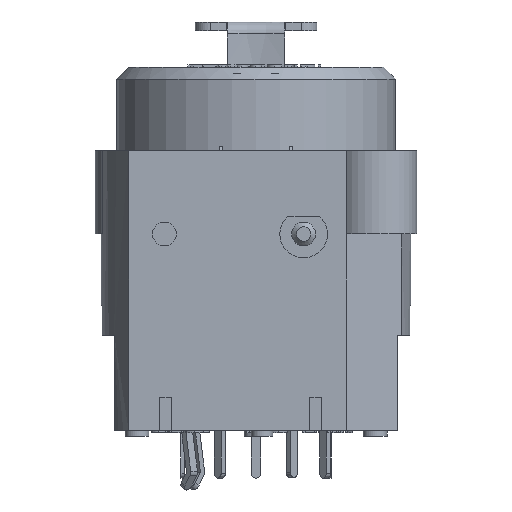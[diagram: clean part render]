
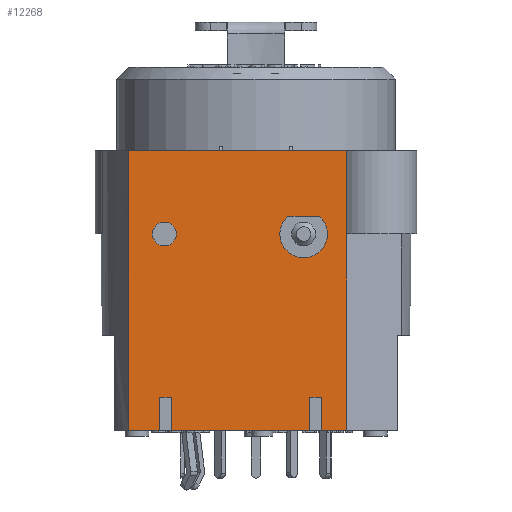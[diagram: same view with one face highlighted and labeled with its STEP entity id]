
A CAD part, front view. The second image highlights one B-rep face of the part: STEP entity #12268.
In plain terms, the highlighted planar face has unit normal (0, -1, 0).
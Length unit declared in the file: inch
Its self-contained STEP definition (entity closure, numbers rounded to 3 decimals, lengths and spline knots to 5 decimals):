
#684=FACE_BOUND('',#3854,.T.);
#685=FACE_BOUND('',#3855,.T.);
#793=LINE('',#16214,#2002);
#812=LINE('',#16276,#2021);
#813=LINE('',#16278,#2022);
#814=LINE('',#16280,#2023);
#815=LINE('',#16282,#2024);
#816=LINE('',#16284,#2025);
#817=LINE('',#16286,#2026);
#818=LINE('',#16288,#2027);
#819=LINE('',#16290,#2028);
#820=LINE('',#16292,#2029);
#821=LINE('',#16293,#2030);
#822=LINE('',#16294,#2031);
#823=LINE('',#16300,#2032);
#2002=VECTOR('',#13681,0.3937);
#2021=VECTOR('',#13740,0.3937);
#2022=VECTOR('',#13741,0.3937);
#2023=VECTOR('',#13742,0.3937);
#2024=VECTOR('',#13743,0.3937);
#2025=VECTOR('',#13744,0.3937);
#2026=VECTOR('',#13745,0.3937);
#2027=VECTOR('',#13746,0.3937);
#2028=VECTOR('',#13747,0.3937);
#2029=VECTOR('',#13748,0.3937);
#2030=VECTOR('',#13749,0.3937);
#2031=VECTOR('',#13750,0.3937);
#2032=VECTOR('',#13755,0.3937);
#3194=FACE_OUTER_BOUND('',#3853,.T.);
#3853=EDGE_LOOP('',(#7789,#7790,#7791,#7792,#7793,#7794,#7795,#7796,#7797,
#7798,#7799,#7800));
#3854=EDGE_LOOP('',(#7801));
#3855=EDGE_LOOP('',(#7802,#7803));
#4592=CIRCLE('',#12986,0.03937);
#4593=CIRCLE('',#12987,0.07874);
#4770=VERTEX_POINT('',#16212);
#4771=VERTEX_POINT('',#16213);
#4793=VERTEX_POINT('',#16274);
#4794=VERTEX_POINT('',#16275);
#4795=VERTEX_POINT('',#16277);
#4796=VERTEX_POINT('',#16279);
#4797=VERTEX_POINT('',#16281);
#4798=VERTEX_POINT('',#16283);
#4799=VERTEX_POINT('',#16285);
#4800=VERTEX_POINT('',#16287);
#4801=VERTEX_POINT('',#16289);
#4802=VERTEX_POINT('',#16291);
#4803=VERTEX_POINT('',#16295);
#4804=VERTEX_POINT('',#16297);
#4805=VERTEX_POINT('',#16298);
#5959=EDGE_CURVE('',#4770,#4771,#793,.T.);
#5990=EDGE_CURVE('',#4793,#4794,#812,.T.);
#5991=EDGE_CURVE('',#4795,#4793,#813,.T.);
#5992=EDGE_CURVE('',#4796,#4795,#814,.T.);
#5993=EDGE_CURVE('',#4797,#4796,#815,.T.);
#5994=EDGE_CURVE('',#4798,#4797,#816,.T.);
#5995=EDGE_CURVE('',#4799,#4798,#817,.T.);
#5996=EDGE_CURVE('',#4800,#4799,#818,.T.);
#5997=EDGE_CURVE('',#4801,#4800,#819,.T.);
#5998=EDGE_CURVE('',#4802,#4801,#820,.T.);
#5999=EDGE_CURVE('',#4770,#4802,#821,.T.);
#6000=EDGE_CURVE('',#4771,#4794,#822,.T.);
#6001=EDGE_CURVE('',#4803,#4803,#4592,.T.);
#6002=EDGE_CURVE('',#4804,#4805,#4593,.T.);
#6003=EDGE_CURVE('',#4805,#4804,#823,.T.);
#7789=ORIENTED_EDGE('',*,*,#5990,.F.);
#7790=ORIENTED_EDGE('',*,*,#5991,.F.);
#7791=ORIENTED_EDGE('',*,*,#5992,.F.);
#7792=ORIENTED_EDGE('',*,*,#5993,.F.);
#7793=ORIENTED_EDGE('',*,*,#5994,.F.);
#7794=ORIENTED_EDGE('',*,*,#5995,.F.);
#7795=ORIENTED_EDGE('',*,*,#5996,.F.);
#7796=ORIENTED_EDGE('',*,*,#5997,.F.);
#7797=ORIENTED_EDGE('',*,*,#5998,.F.);
#7798=ORIENTED_EDGE('',*,*,#5999,.F.);
#7799=ORIENTED_EDGE('',*,*,#5959,.T.);
#7800=ORIENTED_EDGE('',*,*,#6000,.T.);
#7801=ORIENTED_EDGE('',*,*,#6001,.T.);
#7802=ORIENTED_EDGE('',*,*,#6002,.T.);
#7803=ORIENTED_EDGE('',*,*,#6003,.T.);
#11203=PLANE('',#12985);
#12268=ADVANCED_FACE('',(#3194,#684,#685),#11203,.T.);
#12985=AXIS2_PLACEMENT_3D('',#16273,#13738,#13739);
#12986=AXIS2_PLACEMENT_3D('',#16296,#13751,#13752);
#12987=AXIS2_PLACEMENT_3D('',#16299,#13753,#13754);
#13681=DIRECTION('',(0.,0.,1.));
#13738=DIRECTION('center_axis',(0.,-1.,0.));
#13739=DIRECTION('ref_axis',(0.,0.,-1.));
#13740=DIRECTION('',(0.,0.,1.));
#13741=DIRECTION('',(-1.,0.,0.));
#13742=DIRECTION('',(0.,0.,-1.));
#13743=DIRECTION('',(-1.,0.,0.));
#13744=DIRECTION('',(0.,0.,1.));
#13745=DIRECTION('',(-1.,0.,0.));
#13746=DIRECTION('',(0.,0.,-1.));
#13747=DIRECTION('',(-1.,0.,0.));
#13748=DIRECTION('',(0.,0.,1.));
#13749=DIRECTION('',(-1.,0.,0.));
#13750=DIRECTION('',(-1.,0.,0.));
#13751=DIRECTION('center_axis',(0.,1.,0.));
#13752=DIRECTION('ref_axis',(-1.,0.,0.));
#13753=DIRECTION('center_axis',(0.,1.,0.));
#13754=DIRECTION('ref_axis',(0.661,0.,-0.75));
#13755=DIRECTION('',(1.,0.,0.));
#16212=CARTESIAN_POINT('',(0.31314,-0.51758,-0.41339));
#16213=CARTESIAN_POINT('',(0.31314,-0.51758,0.51181));
#16214=CARTESIAN_POINT('',(0.31314,-0.51758,0.23622));
#16273=CARTESIAN_POINT('Origin',(-0.40734,-0.51758,
0.23622));
#16274=CARTESIAN_POINT('',(-0.40734,-0.51758,-0.41339));
#16275=CARTESIAN_POINT('',(-0.40734,-0.51758,0.51181));
#16276=CARTESIAN_POINT('',(-0.40734,-0.51758,0.23622));
#16277=CARTESIAN_POINT('',(-0.30497,-0.51758,-0.41339));
#16278=CARTESIAN_POINT('',(0.23046,-0.51758,-0.41339));
#16279=CARTESIAN_POINT('',(-0.30497,-0.51758,-0.30315));
#16280=CARTESIAN_POINT('',(-0.30497,-0.51758,-0.41339));
#16281=CARTESIAN_POINT('',(-0.2656,-0.51758,-0.30315));
#16282=CARTESIAN_POINT('',(-0.34631,-0.51758,-0.30315));
#16283=CARTESIAN_POINT('',(-0.2656,-0.51758,-0.41339));
#16284=CARTESIAN_POINT('',(-0.2656,-0.51758,-0.41339));
#16285=CARTESIAN_POINT('',(0.19109,-0.51758,-0.41339));
#16286=CARTESIAN_POINT('',(0.23046,-0.51758,-0.41339));
#16287=CARTESIAN_POINT('',(0.19109,-0.51758,-0.30315));
#16288=CARTESIAN_POINT('',(0.19109,-0.51758,-0.41339));
#16289=CARTESIAN_POINT('',(0.23046,-0.51758,-0.30315));
#16290=CARTESIAN_POINT('',(-0.09828,-0.51758,-0.30315));
#16291=CARTESIAN_POINT('',(0.23046,-0.51758,-0.41339));
#16292=CARTESIAN_POINT('',(0.23046,-0.51758,-0.41339));
#16293=CARTESIAN_POINT('',(0.23046,-0.51758,-0.41339));
#16294=CARTESIAN_POINT('',(-0.19671,-0.51758,0.51181));
#16295=CARTESIAN_POINT('',(-0.24986,-0.51758,0.23622));
#16296=CARTESIAN_POINT('Origin',(-0.28923,-0.51758,
0.23622));
#16297=CARTESIAN_POINT('',(0.22349,-0.51758,0.29528));
#16298=CARTESIAN_POINT('',(0.11932,-0.51758,0.29528));
#16299=CARTESIAN_POINT('Origin',(0.1714,-0.51758,0.23622));
#16300=CARTESIAN_POINT('',(-0.14401,-0.51758,0.29528));
